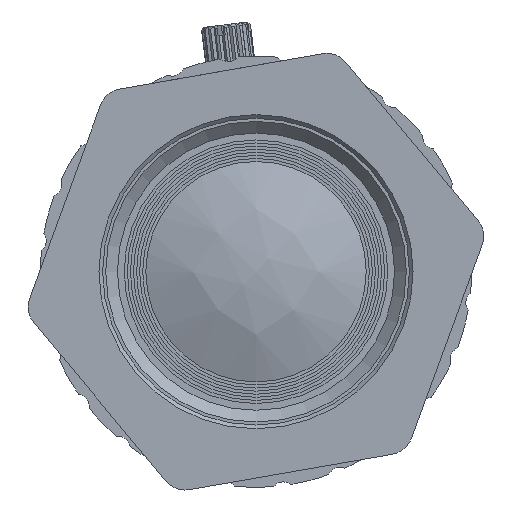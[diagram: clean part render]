
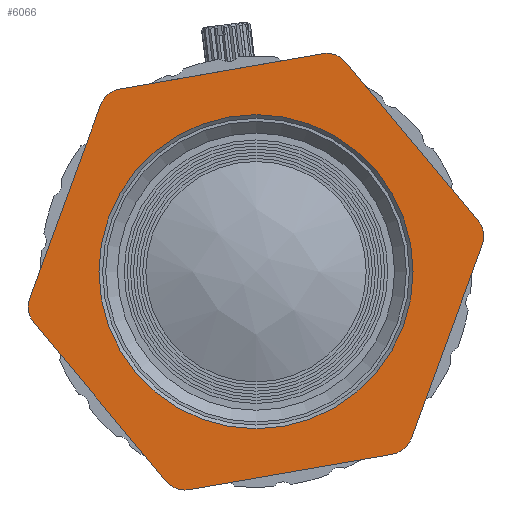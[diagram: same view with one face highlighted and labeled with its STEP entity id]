
A CAD part, left-side view. The second image highlights one B-rep face of the part: STEP entity #6066.
In plain terms, the highlighted planar face has unit normal (-1, 0, 0).
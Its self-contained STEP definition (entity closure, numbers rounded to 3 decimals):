
#51 = ORIENTED_EDGE ( 'NONE', *, *, #1857, .F. ) ;
#82 = VERTEX_POINT ( 'NONE', #13015 ) ;
#88 = DIRECTION ( 'NONE',  ( 1., 0., 0. ) ) ;
#382 = DIRECTION ( 'NONE',  ( 0., -0.985, 0.171 ) ) ;
#543 = DIRECTION ( 'NONE',  ( 0., 0., 1. ) ) ;
#634 = VERTEX_POINT ( 'NONE', #12324 ) ;
#762 = DIRECTION ( 'NONE',  ( 1., 0., 0. ) ) ;
#1081 = ORIENTED_EDGE ( 'NONE', *, *, #14491, .F. ) ;
#1467 = VECTOR ( 'NONE', #5404, 1000. ) ;
#1530 = VERTEX_POINT ( 'NONE', #6346 ) ;
#1771 = CARTESIAN_POINT ( 'NONE',  ( -22.006, -16.636, -13.538 ) ) ;
#1778 = CIRCLE ( 'NONE', #3892, 2. ) ;
#1805 = ORIENTED_EDGE ( 'NONE', *, *, #9206, .F. ) ;
#1857 = EDGE_CURVE ( 'NONE', #1530, #12076, #2663, .T. ) ;
#2127 = EDGE_CURVE ( 'NONE', #12601, #13457, #4657, .T. ) ;
#2234 = LINE ( 'NONE', #10120, #1467 ) ;
#2594 = DIRECTION ( 'NONE',  ( 0., 0., 1. ) ) ;
#2629 = CARTESIAN_POINT ( 'NONE',  ( -22.006, -20.519, 2.871 ) ) ;
#2663 = LINE ( 'NONE', #7070, #11232 ) ;
#2888 = LINE ( 'NONE', #5177, #4692 ) ;
#2985 = CIRCLE ( 'NONE', #8165, 2. ) ;
#3135 = VERTEX_POINT ( 'NONE', #9761 ) ;
#3249 = CARTESIAN_POINT ( 'NONE',  ( -22.006, -4.024, -5844.648 ) ) ;
#3322 = DIRECTION ( 'NONE',  ( 0., 0., -1. ) ) ;
#3394 = VECTOR ( 'NONE', #12990, 1000. ) ;
#3462 = DIRECTION ( 'NONE',  ( 0., 0., 1. ) ) ;
#3608 = ORIENTED_EDGE ( 'NONE', *, *, #8770, .F. ) ;
#3678 = EDGE_LOOP ( 'NONE', ( #5206 ) ) ;
#3892 = AXIS2_PLACEMENT_3D ( 'NONE', #5815, #10165, #3462 ) ;
#4066 = DIRECTION ( 'NONE',  ( 0., 0.985, -0.171 ) ) ;
#4411 = AXIS2_PLACEMENT_3D ( 'NONE', #10073, #8076, #12580 ) ;
#4431 = EDGE_CURVE ( 'NONE', #13244, #10074, #4454, .T. ) ;
#4454 = CIRCLE ( 'NONE', #8224, 2. ) ;
#4470 = EDGE_CURVE ( 'NONE', #12001, #12603, #2888, .T. ) ;
#4501 = FACE_OUTER_BOUND ( 'NONE', #9817, .T. ) ;
#4657 = CIRCLE ( 'NONE', #9356, 2. ) ;
#4692 = VECTOR ( 'NONE', #4066, 1000. ) ;
#4724 = LINE ( 'NONE', #9210, #5936 ) ;
#5177 = CARTESIAN_POINT ( 'NONE',  ( -22.006, -15.101, -14.82 ) ) ;
#5206 = ORIENTED_EDGE ( 'NONE', *, *, #8575, .T. ) ;
#5213 = CARTESIAN_POINT ( 'NONE',  ( -22.006, 1.737, -15.721 ) ) ;
#5337 = CARTESIAN_POINT ( 'NONE',  ( -22.006, -22.054, 4.154 ) ) ;
#5404 = DIRECTION ( 'NONE',  ( 0., 0.344, -0.939 ) ) ;
#5574 = ORIENTED_EDGE ( 'NONE', *, *, #4431, .F. ) ;
#5616 = CARTESIAN_POINT ( 'NONE',  ( -22.006, 14.349, -2.183 ) ) ;
#5625 = EDGE_CURVE ( 'NONE', #5652, #13244, #12043, .T. ) ;
#5644 = EDGE_CURVE ( 'NONE', #634, #12601, #9598, .T. ) ;
#5652 = VERTEX_POINT ( 'NONE', #10782 ) ;
#5815 = CARTESIAN_POINT ( 'NONE',  ( -22.006, -9.784, 15.721 ) ) ;
#5936 = VECTOR ( 'NONE', #9547, 1000. ) ;
#6066 = ADVANCED_FACE ( 'NONE', ( #7887, #4501 ), #11059, .F. ) ;
#6208 = VECTOR ( 'NONE', #14238, 1000. ) ;
#6346 = CARTESIAN_POINT ( 'NONE',  ( -22.006, 7.054, 14.82 ) ) ;
#6351 = CARTESIAN_POINT ( 'NONE',  ( -22.006, 12.472, -2.871 ) ) ;
#7016 = VERTEX_POINT ( 'NONE', #1771 ) ;
#7024 = CARTESIAN_POINT ( 'NONE',  ( -22.006, -4.024, 0. ) ) ;
#7070 = CARTESIAN_POINT ( 'NONE',  ( -22.006, 7.054, 14.82 ) ) ;
#7103 = CIRCLE ( 'NONE', #13931, 12.75 ) ;
#7449 = CARTESIAN_POINT ( 'NONE',  ( -22.006, 3.272, -17.003 ) ) ;
#7480 = CIRCLE ( 'NONE', #8413, 2. ) ;
#7549 = CARTESIAN_POINT ( 'NONE',  ( -22.006, -22.397, 2.183 ) ) ;
#7567 = CARTESIAN_POINT ( 'NONE',  ( -22.006, 14.007, -4.154 ) ) ;
#7887 = FACE_BOUND ( 'NONE', #3678, .T. ) ;
#8076 = DIRECTION ( 'NONE',  ( 1., 0., 0. ) ) ;
#8165 = AXIS2_PLACEMENT_3D ( 'NONE', #5213, #10892, #9708 ) ;
#8224 = AXIS2_PLACEMENT_3D ( 'NONE', #6351, #762, #543 ) ;
#8413 = AXIS2_PLACEMENT_3D ( 'NONE', #12683, #88, #2594 ) ;
#8575 = EDGE_CURVE ( 'NONE', #3135, #3135, #7103, .T. ) ;
#8770 = EDGE_CURVE ( 'NONE', #13457, #7016, #2234, .T. ) ;
#9062 = DIRECTION ( 'NONE',  ( 1., 0., 0. ) ) ;
#9173 = DIRECTION ( 'NONE',  ( 1., 0., 0. ) ) ;
#9206 = EDGE_CURVE ( 'NONE', #10074, #82, #4724, .T. ) ;
#9210 = CARTESIAN_POINT ( 'NONE',  ( -22.006, 14.349, -2.183 ) ) ;
#9356 = AXIS2_PLACEMENT_3D ( 'NONE', #2629, #11547, #11332 ) ;
#9547 = DIRECTION ( 'NONE',  ( 0., -0.344, 0.939 ) ) ;
#9598 = LINE ( 'NONE', #12924, #3394 ) ;
#9686 = CARTESIAN_POINT ( 'NONE',  ( -22.006, 1.394, -17.691 ) ) ;
#9708 = DIRECTION ( 'NONE',  ( 0., 0., 1. ) ) ;
#9761 = CARTESIAN_POINT ( 'NONE',  ( -22.006, -4.024, 12.75 ) ) ;
#9817 = EDGE_LOOP ( 'NONE', ( #13968, #1805, #5574, #10482, #11057, #11638, #1081, #3608, #12376, #10292, #11093, #51 ) ) ;
#10073 = CARTESIAN_POINT ( 'NONE',  ( -22.006, -14.758, -12.85 ) ) ;
#10074 = VERTEX_POINT ( 'NONE', #5616 ) ;
#10120 = CARTESIAN_POINT ( 'NONE',  ( -22.006, -22.397, 2.183 ) ) ;
#10165 = DIRECTION ( 'NONE',  ( 1., 0., 0. ) ) ;
#10212 = EDGE_CURVE ( 'NONE', #82, #1530, #7480, .T. ) ;
#10292 = ORIENTED_EDGE ( 'NONE', *, *, #5644, .F. ) ;
#10482 = ORIENTED_EDGE ( 'NONE', *, *, #5625, .F. ) ;
#10782 = CARTESIAN_POINT ( 'NONE',  ( -22.006, 3.272, -17.003 ) ) ;
#10892 = DIRECTION ( 'NONE',  ( 1., 0., 0. ) ) ;
#11057 = ORIENTED_EDGE ( 'NONE', *, *, #13204, .F. ) ;
#11059 = PLANE ( 'NONE',  #14454 ) ;
#11093 = ORIENTED_EDGE ( 'NONE', *, *, #12002, .F. ) ;
#11232 = VECTOR ( 'NONE', #382, 1000. ) ;
#11332 = DIRECTION ( 'NONE',  ( 0., 0., 1. ) ) ;
#11489 = CIRCLE ( 'NONE', #4411, 2. ) ;
#11547 = DIRECTION ( 'NONE',  ( 1., 0., 0. ) ) ;
#11638 = ORIENTED_EDGE ( 'NONE', *, *, #4470, .F. ) ;
#12001 = VERTEX_POINT ( 'NONE', #13555 ) ;
#12002 = EDGE_CURVE ( 'NONE', #12076, #634, #1778, .T. ) ;
#12043 = LINE ( 'NONE', #7449, #6208 ) ;
#12076 = VERTEX_POINT ( 'NONE', #13627 ) ;
#12324 = CARTESIAN_POINT ( 'NONE',  ( -22.006, -11.319, 17.003 ) ) ;
#12376 = ORIENTED_EDGE ( 'NONE', *, *, #2127, .F. ) ;
#12580 = DIRECTION ( 'NONE',  ( 0., 0., 1. ) ) ;
#12601 = VERTEX_POINT ( 'NONE', #5337 ) ;
#12603 = VERTEX_POINT ( 'NONE', #9686 ) ;
#12642 = DIRECTION ( 'NONE',  ( 0., 0., 1. ) ) ;
#12683 = CARTESIAN_POINT ( 'NONE',  ( -22.006, 6.711, 12.85 ) ) ;
#12924 = CARTESIAN_POINT ( 'NONE',  ( -22.006, -11.319, 17.003 ) ) ;
#12990 = DIRECTION ( 'NONE',  ( 0., -0.641, -0.767 ) ) ;
#13015 = CARTESIAN_POINT ( 'NONE',  ( -22.006, 8.589, 13.538 ) ) ;
#13204 = EDGE_CURVE ( 'NONE', #12603, #5652, #2985, .T. ) ;
#13244 = VERTEX_POINT ( 'NONE', #7567 ) ;
#13457 = VERTEX_POINT ( 'NONE', #7549 ) ;
#13555 = CARTESIAN_POINT ( 'NONE',  ( -22.006, -15.101, -14.82 ) ) ;
#13627 = CARTESIAN_POINT ( 'NONE',  ( -22.006, -9.441, 17.691 ) ) ;
#13931 = AXIS2_PLACEMENT_3D ( 'NONE', #7024, #9173, #12642 ) ;
#13968 = ORIENTED_EDGE ( 'NONE', *, *, #10212, .F. ) ;
#14238 = DIRECTION ( 'NONE',  ( 0., 0.641, 0.767 ) ) ;
#14454 = AXIS2_PLACEMENT_3D ( 'NONE', #3249, #9062, #3322 ) ;
#14491 = EDGE_CURVE ( 'NONE', #7016, #12001, #11489, .T. ) ;
